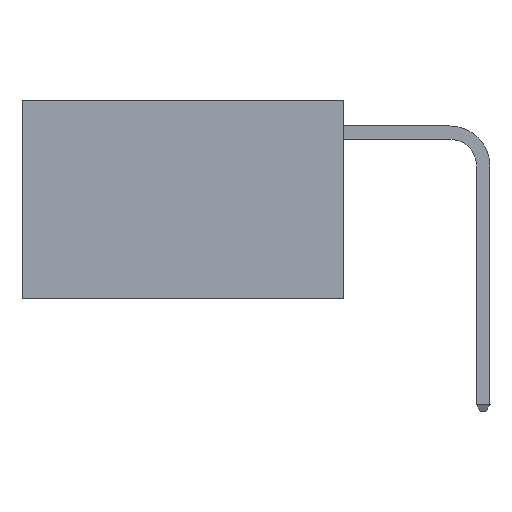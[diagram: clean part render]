
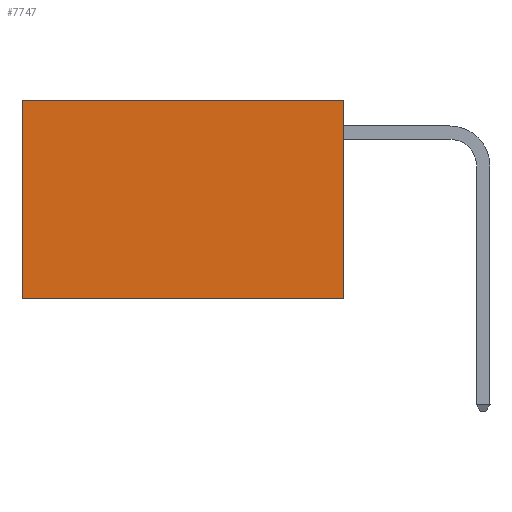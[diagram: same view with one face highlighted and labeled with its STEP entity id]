
A CAD part, left-side view. The second image highlights one B-rep face of the part: STEP entity #7747.
In plain terms, the highlighted planar face has unit normal (-1, 0, 0).
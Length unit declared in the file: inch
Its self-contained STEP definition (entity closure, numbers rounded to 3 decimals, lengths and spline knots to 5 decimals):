
#606 = CARTESIAN_POINT ( 'NONE',  ( 0.2625, 0., 0. ) ) ;
#1111 = DIRECTION ( 'NONE',  ( 0., 0., -1. ) ) ;
#1883 = VECTOR ( 'NONE', #8327, 39.37008 ) ;
#2802 = ORIENTED_EDGE ( 'NONE', *, *, #9424, .F. ) ;
#2866 = LINE ( 'NONE', #4358, #8354 ) ;
#2901 = VECTOR ( 'NONE', #12362, 39.37008 ) ;
#3425 = EDGE_CURVE ( 'NONE', #13459, #3824, #11574, .T. ) ;
#3508 = CARTESIAN_POINT ( 'NONE',  ( 0.2625, 0., 0. ) ) ;
#3536 = EDGE_CURVE ( 'NONE', #12783, #10306, #12720, .T. ) ;
#3824 = VERTEX_POINT ( 'NONE', #4920 ) ;
#4358 = CARTESIAN_POINT ( 'NONE',  ( 0.2625, 0., 0. ) ) ;
#4547 = CARTESIAN_POINT ( 'NONE',  ( 0.2625, 0., 0. ) ) ;
#4920 = CARTESIAN_POINT ( 'NONE',  ( 0.2625, 0.6, -0.37 ) ) ;
#4997 = VECTOR ( 'NONE', #9555, 39.37008 ) ;
#5055 = EDGE_LOOP ( 'NONE', ( #8276, #14039, #2802, #5678 ) ) ;
#5639 = DIRECTION ( 'NONE',  ( 0., 0., -1. ) ) ;
#5678 = ORIENTED_EDGE ( 'NONE', *, *, #3536, .T. ) ;
#7459 = EDGE_CURVE ( 'NONE', #10306, #3824, #13678, .T. ) ;
#7747 = ADVANCED_FACE ( 'NONE', ( #9944 ), #8914, .F. ) ;
#8276 = ORIENTED_EDGE ( 'NONE', *, *, #7459, .T. ) ;
#8327 = DIRECTION ( 'NONE',  ( 0., 1., 0. ) ) ;
#8354 = VECTOR ( 'NONE', #1111, 39.37008 ) ;
#8358 = AXIS2_PLACEMENT_3D ( 'NONE', #4547, #12150, #5639 ) ;
#8500 = CARTESIAN_POINT ( 'NONE',  ( 0.2625, 0.6, 0. ) ) ;
#8914 = PLANE ( 'NONE',  #8358 ) ;
#9424 = EDGE_CURVE ( 'NONE', #12783, #13459, #2866, .T. ) ;
#9472 = CARTESIAN_POINT ( 'NONE',  ( 0.2625, 0., -0.37 ) ) ;
#9555 = DIRECTION ( 'NONE',  ( 0., 0., -1. ) ) ;
#9944 = FACE_OUTER_BOUND ( 'NONE', #5055, .T. ) ;
#10306 = VERTEX_POINT ( 'NONE', #12000 ) ;
#11574 = LINE ( 'NONE', #13456, #2901 ) ;
#12000 = CARTESIAN_POINT ( 'NONE',  ( 0.2625, 0.6, 0. ) ) ;
#12150 = DIRECTION ( 'NONE',  ( 1., 0., 0. ) ) ;
#12362 = DIRECTION ( 'NONE',  ( 0., 1., 0. ) ) ;
#12720 = LINE ( 'NONE', #606, #1883 ) ;
#12783 = VERTEX_POINT ( 'NONE', #3508 ) ;
#13456 = CARTESIAN_POINT ( 'NONE',  ( 0.2625, 0., -0.37 ) ) ;
#13459 = VERTEX_POINT ( 'NONE', #9472 ) ;
#13678 = LINE ( 'NONE', #8500, #4997 ) ;
#14039 = ORIENTED_EDGE ( 'NONE', *, *, #3425, .F. ) ;
